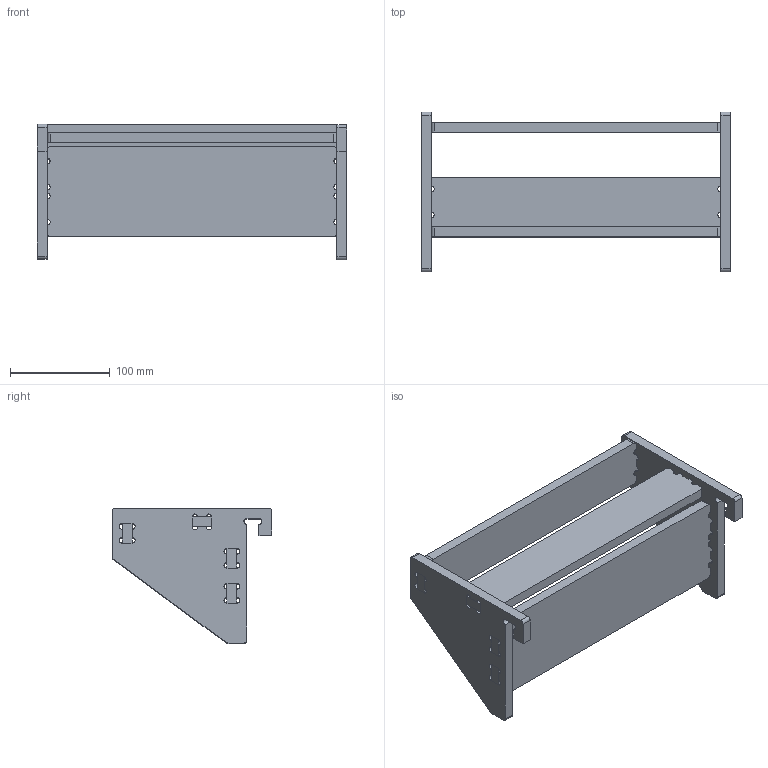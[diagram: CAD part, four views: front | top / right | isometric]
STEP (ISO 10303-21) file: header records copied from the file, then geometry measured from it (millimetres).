
FILE_DESCRIPTION(('STEP AP242'), '1');
FILE_NAME('ÌîëîòêèÑáîðêà', '', ('UNSPECIFIED'), ('UNSPECIFIED'), 'C3D Converter', 'C3D Toolkit', '');
FILE_SCHEMA(('AP242_MANAGED_MODEL_BASED_3D_ENGINEERING_MIM_LF { 1 0 10303 442 1 1 4 }'));
Length unit declared in the file: millimetre
Assembly tree (5 placements, depth 2):
  (unnamed)
    (unnamed)
    (unnamed)  x2
    (unnamed)  x2
Bounding box: 310.04 x 160 x 135.72 mm (x, y, z)
Volume: 819531.7 mm3; surface area: 204380 mm2
Topology: 5 solids, 5 shells, 178 faces, 504 edges, 336 vertices
Faces by surface type: plane 104, cylinder 74
Entity records: 3737 total; most frequent: CARTESIAN_POINT 612, DIRECTION 610, ORIENTED_EDGE 600, EDGE_CURVE 300, LINE 214, VECTOR 214, VERTEX_POINT 200, AXIS2_PLACEMENT_3D 198
